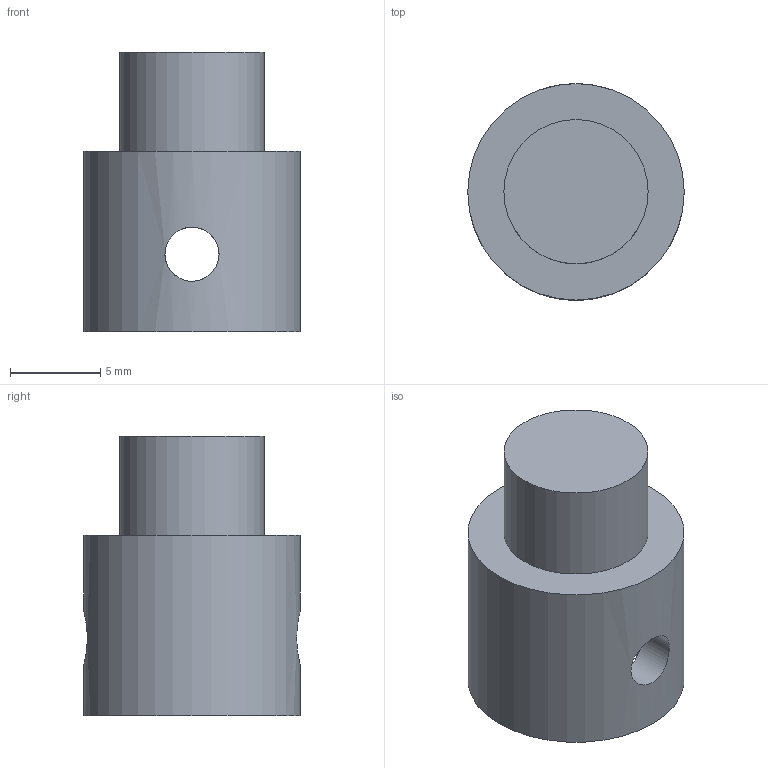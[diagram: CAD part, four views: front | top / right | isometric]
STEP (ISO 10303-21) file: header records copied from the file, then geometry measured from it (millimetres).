
FILE_DESCRIPTION(/* description */ (''),/* implementation_level */ '2;1');
FILE_NAME(/* name */ 'shaft_extension.stp',/* time_stamp */ '2024-07-05T12:56:20+05:30',/* author */ ('Pintu'),/* organization */ (''),/* preprocessor_version */ 'ST-DEVELOPER v20',/* originating_system */ 'Autodesk Inventor 2025',/* authorisation */ '');
FILE_SCHEMA (('AUTOMOTIVE_DESIGN { 1 0 10303 214 3 1 1 }'));
Length unit declared in the file: millimetre
Products named in the file (1): shaft_extension
Bounding box: 12 x 12 x 15.5 mm (x, y, z)
Volume: 1027 mm3; surface area: 927.3 mm2
Topology: 1 solids, 1 shells, 9 faces, 19 edges, 15 vertices
Faces by surface type: cylinder 5, plane 4
Full cylindrical faces by diameter (mm): 3 x2, 8 x2, 12 x1
Entity records: 433 total; most frequent: CARTESIAN_POINT 176, DIRECTION 39, ORIENTED_EDGE 34, EDGE_CURVE 17, AXIS2_PLACEMENT_3D 17, EDGE_LOOP 15, VERTEX_POINT 12, FACE_OUTER_BOUND 9
